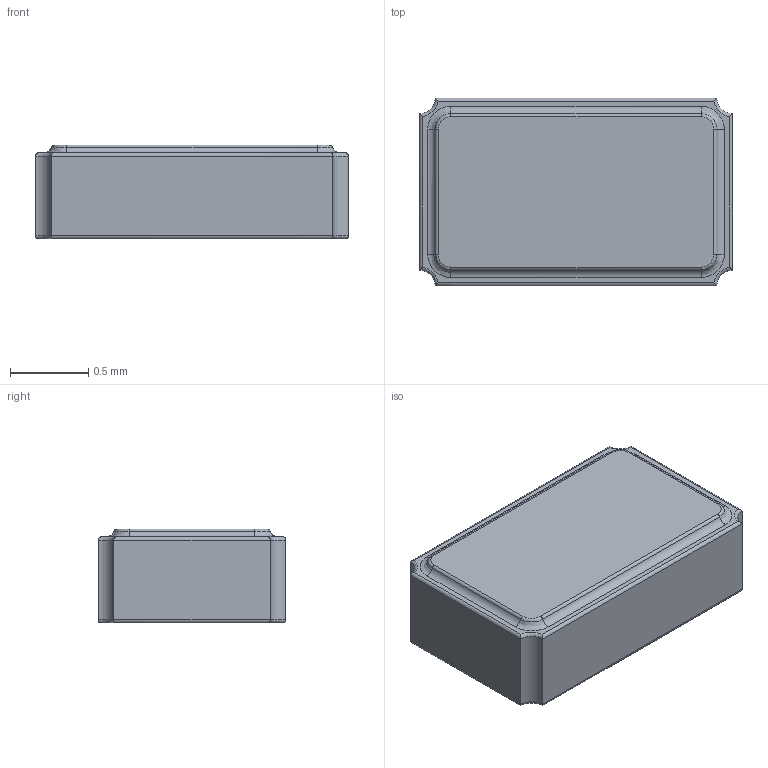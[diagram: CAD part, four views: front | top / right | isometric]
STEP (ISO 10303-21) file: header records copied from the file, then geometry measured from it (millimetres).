
FILE_DESCRIPTION (( 'STEP AP214' ), '1' );
FILE_NAME ('3CC44E21-D9BA-4F38-B62A-CE72283C9C21.STEP', '2025-03-14T20:43:24', ( '' ), ( '' ), 'SwSTEP 2.0', 'SolidWorks 2022', '' );
FILE_SCHEMA (( 'AUTOMOTIVE_DESIGN' ));
Length unit declared in the file: millimetre
Products named in the file (1): 3CC44E21-D9BA-4F38-B62A-CE72283C9C21
Bounding box: 2 x 1.2 x 0.6 mm (x, y, z)
Volume: 1.4 mm3; surface area: 11.1 mm2
Topology: 3 solids, 3 shells, 67 faces, 150 edges, 92 vertices
Faces by surface type: plane 31, cylinder 20, bspline 16
Entity records: 2437 total; most frequent: CARTESIAN_POINT 735, ORIENTED_EDGE 300, DIRECTION 226, EDGE_CURVE 150, VERTEX_POINT 92, LINE 90, VECTOR 90, EDGE_LOOP 70
